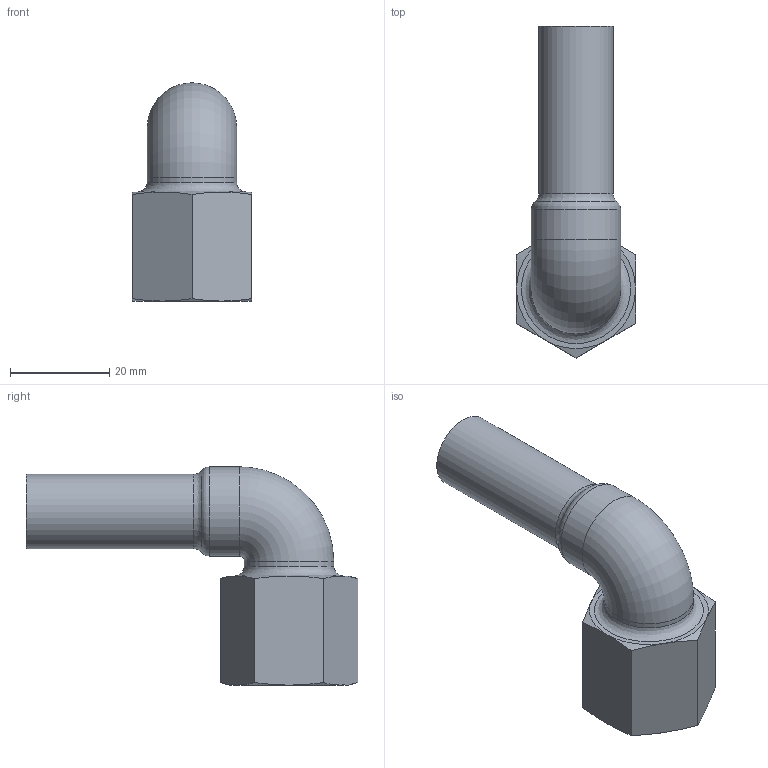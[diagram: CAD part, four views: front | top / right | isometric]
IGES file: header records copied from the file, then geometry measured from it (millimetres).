
Global section: file name: No Iges File Name specified; native system: Autodesk Inventor 2012; preprocessor: AutoDesk Inventor Iges Exporter R2012; author: frosmini; date: 20130502.084115; units: millimetre
Bounding box: 24 x 66.86 x 44 mm (x, y, z)
Volume: 10527.1 mm3; surface area: 9284 mm2
Topology: 1 solids, 1 shells, 35 faces, 74 edges, 43 vertices
Faces by surface type: cone 12, plane 10, revolution 8, cylinder 3, torus 2
Full cylindrical faces by diameter (mm): 15 x1, 18 x2
